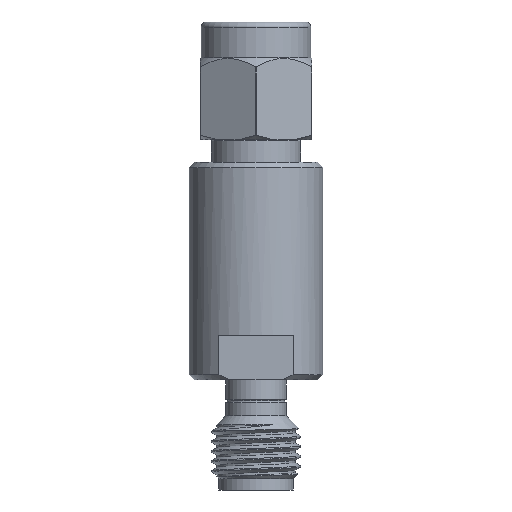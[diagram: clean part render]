
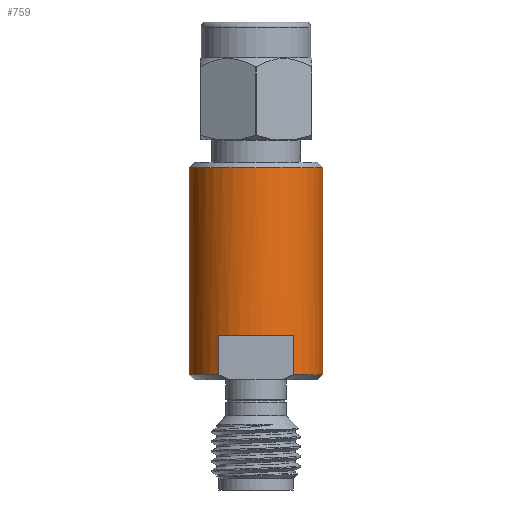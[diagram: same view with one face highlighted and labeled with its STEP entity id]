
A CAD part, front view. The second image highlights one B-rep face of the part: STEP entity #759.
In plain terms, the highlighted cylindrical face has radius 4.763 mm (diameter 9.525 mm), a partial arc.
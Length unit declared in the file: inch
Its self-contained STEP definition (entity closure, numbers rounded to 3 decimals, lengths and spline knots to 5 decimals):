
#424 = AXIS2_PLACEMENT_3D ( 'NONE', #10091, #6882, #1966 ) ;
#491 = VERTEX_POINT ( 'NONE', #5249 ) ;
#539 = DIRECTION ( 'NONE',  ( 0., 0., -1. ) ) ;
#759 = ADVANCED_FACE ( 'NONE', ( #9392 ), #12926, .T. ) ;
#1081 = DIRECTION ( 'NONE',  ( 1., 0., 0. ) ) ;
#1554 = CARTESIAN_POINT ( 'NONE',  ( 0., 0., 0.1875 ) ) ;
#1789 = CARTESIAN_POINT ( 'NONE',  ( 0., -0.156, 0.10402 ) ) ;
#1966 = DIRECTION ( 'NONE',  ( 0., 0., -1. ) ) ;
#1968 = CARTESIAN_POINT ( 'NONE',  ( -0.596, 0., -0.1875 ) ) ;
#2643 = DIRECTION ( 'NONE',  ( 0., 0., -1. ) ) ;
#2726 = DIRECTION ( 'NONE',  ( -1., 0., 0. ) ) ;
#2800 = CARTESIAN_POINT ( 'NONE',  ( -0.015, -0.156, 0.10402 ) ) ;
#3043 = LINE ( 'NONE', #4828, #16508 ) ;
#3389 = CIRCLE ( 'NONE', #6396, 0.1875 ) ;
#4611 = DIRECTION ( 'NONE',  ( 1., 0., 0. ) ) ;
#4622 = VERTEX_POINT ( 'NONE', #13367 ) ;
#4711 = EDGE_CURVE ( 'NONE', #10295, #7427, #7636, .T. ) ;
#4828 = CARTESIAN_POINT ( 'NONE',  ( 0., 0., -0.1875 ) ) ;
#4905 = DIRECTION ( 'NONE',  ( 1., 0., 0. ) ) ;
#5131 = CIRCLE ( 'NONE', #19817, 0.1875 ) ;
#5249 = CARTESIAN_POINT ( 'NONE',  ( -0.015, 0., 0.1875 ) ) ;
#5783 = CARTESIAN_POINT ( 'NONE',  ( -0.015, 0., 0. ) ) ;
#6101 = ORIENTED_EDGE ( 'NONE', *, *, #11322, .F. ) ;
#6396 = AXIS2_PLACEMENT_3D ( 'NONE', #5783, #4611, #2643 ) ;
#6490 = ORIENTED_EDGE ( 'NONE', *, *, #8391, .F. ) ;
#6760 = EDGE_LOOP ( 'NONE', ( #6101, #11143, #17961, #6490, #7982, #13225, #16871, #14320 ) ) ;
#6882 = DIRECTION ( 'NONE',  ( 1., 0., 0. ) ) ;
#7427 = VERTEX_POINT ( 'NONE', #11881 ) ;
#7538 = CARTESIAN_POINT ( 'NONE',  ( 0., -0.156, -0.10402 ) ) ;
#7636 = LINE ( 'NONE', #7538, #15935 ) ;
#7982 = ORIENTED_EDGE ( 'NONE', *, *, #4711, .T. ) ;
#8062 = LINE ( 'NONE', #1789, #8144 ) ;
#8097 = CIRCLE ( 'NONE', #424, 0.1875 ) ;
#8144 = VECTOR ( 'NONE', #11181, 39.37008 ) ;
#8391 = EDGE_CURVE ( 'NONE', #10295, #20059, #5131, .T. ) ;
#9392 = FACE_OUTER_BOUND ( 'NONE', #6760, .T. ) ;
#10091 = CARTESIAN_POINT ( 'NONE',  ( -0.596, 0., 0. ) ) ;
#10295 = VERTEX_POINT ( 'NONE', #13664 ) ;
#10509 = CIRCLE ( 'NONE', #19863, 0.1875 ) ;
#10628 = VERTEX_POINT ( 'NONE', #1968 ) ;
#11143 = ORIENTED_EDGE ( 'NONE', *, *, #20102, .T. ) ;
#11181 = DIRECTION ( 'NONE',  ( 1., 0., 0. ) ) ;
#11322 = EDGE_CURVE ( 'NONE', #15156, #491, #11442, .T. ) ;
#11442 = LINE ( 'NONE', #1554, #14365 ) ;
#11797 = DIRECTION ( 'NONE',  ( -1., 0., 0. ) ) ;
#11881 = CARTESIAN_POINT ( 'NONE',  ( -0.125, -0.156, -0.10402 ) ) ;
#12926 = CYLINDRICAL_SURFACE ( 'NONE', #17109, 0.1875 ) ;
#12946 = DIRECTION ( 'NONE',  ( 1., 0., 0. ) ) ;
#12973 = EDGE_CURVE ( 'NONE', #491, #17998, #3389, .T. ) ;
#13225 = ORIENTED_EDGE ( 'NONE', *, *, #18315, .T. ) ;
#13261 = CARTESIAN_POINT ( 'NONE',  ( -0.125, 0., 0. ) ) ;
#13367 = CARTESIAN_POINT ( 'NONE',  ( -0.125, -0.156, 0.10402 ) ) ;
#13664 = CARTESIAN_POINT ( 'NONE',  ( -0.015, -0.156, -0.10402 ) ) ;
#14320 = ORIENTED_EDGE ( 'NONE', *, *, #12973, .F. ) ;
#14365 = VECTOR ( 'NONE', #16065, 39.37008 ) ;
#15156 = VERTEX_POINT ( 'NONE', #20543 ) ;
#15287 = DIRECTION ( 'NONE',  ( 0., 0., -1. ) ) ;
#15935 = VECTOR ( 'NONE', #2726, 39.37008 ) ;
#16065 = DIRECTION ( 'NONE',  ( 1., 0., 0. ) ) ;
#16101 = EDGE_CURVE ( 'NONE', #4622, #17998, #8062, .T. ) ;
#16181 = CARTESIAN_POINT ( 'NONE',  ( -0.015, 0., -0.1875 ) ) ;
#16508 = VECTOR ( 'NONE', #12946, 39.37008 ) ;
#16858 = CARTESIAN_POINT ( 'NONE',  ( -0.015, 0., 0. ) ) ;
#16871 = ORIENTED_EDGE ( 'NONE', *, *, #16101, .T. ) ;
#17109 = AXIS2_PLACEMENT_3D ( 'NONE', #20491, #4905, #17336 ) ;
#17336 = DIRECTION ( 'NONE',  ( 0., 0., -1. ) ) ;
#17439 = EDGE_CURVE ( 'NONE', #10628, #20059, #3043, .T. ) ;
#17961 = ORIENTED_EDGE ( 'NONE', *, *, #17439, .T. ) ;
#17998 = VERTEX_POINT ( 'NONE', #2800 ) ;
#18315 = EDGE_CURVE ( 'NONE', #7427, #4622, #10509, .T. ) ;
#19817 = AXIS2_PLACEMENT_3D ( 'NONE', #16858, #1081, #15287 ) ;
#19863 = AXIS2_PLACEMENT_3D ( 'NONE', #13261, #11797, #539 ) ;
#20059 = VERTEX_POINT ( 'NONE', #16181 ) ;
#20102 = EDGE_CURVE ( 'NONE', #15156, #10628, #8097, .T. ) ;
#20491 = CARTESIAN_POINT ( 'NONE',  ( 0., 0., 0. ) ) ;
#20543 = CARTESIAN_POINT ( 'NONE',  ( -0.596, 0., 0.1875 ) ) ;
